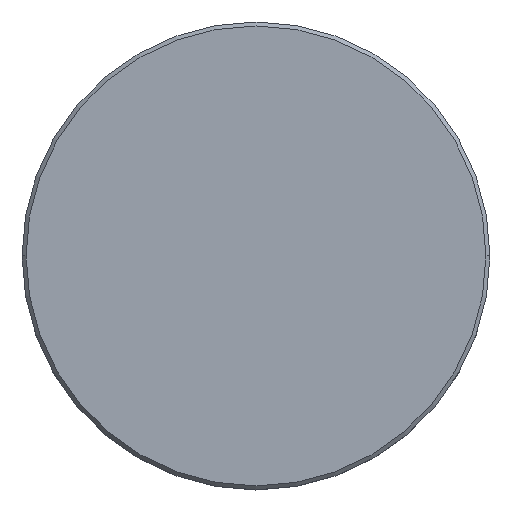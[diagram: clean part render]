
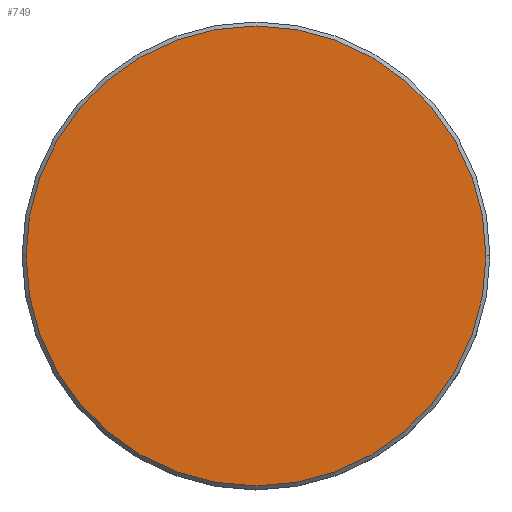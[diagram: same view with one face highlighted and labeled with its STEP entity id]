
A CAD part, top view. The second image highlights one B-rep face of the part: STEP entity #749.
In plain terms, the highlighted planar face has unit normal (0, 0, 1).
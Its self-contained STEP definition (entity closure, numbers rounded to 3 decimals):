
#26 = DIRECTION ( 'NONE',  ( 1., 0., 0. ) ) ;
#49 = AXIS2_PLACEMENT_3D ( 'NONE', #1122, #1001, #26 ) ;
#73 = DIRECTION ( 'NONE',  ( 0., 0., 1. ) ) ;
#100 = DIRECTION ( 'NONE',  ( 0., 0., 1. ) ) ;
#103 = CIRCLE ( 'NONE', #49, 29. ) ;
#121 = AXIS2_PLACEMENT_3D ( 'NONE', #871, #73, #777 ) ;
#176 = CARTESIAN_POINT ( 'NONE',  ( 29., 0., 0. ) ) ;
#234 = CIRCLE ( 'NONE', #630, 29. ) ;
#403 = VERTEX_POINT ( 'NONE', #910 ) ;
#418 = EDGE_CURVE ( 'NONE', #403, #796, #103, .T. ) ;
#522 = ORIENTED_EDGE ( 'NONE', *, *, #418, .T. ) ;
#630 = AXIS2_PLACEMENT_3D ( 'NONE', #1006, #100, #718 ) ;
#718 = DIRECTION ( 'NONE',  ( 1., 0., 0. ) ) ;
#749 = ADVANCED_FACE ( 'NONE', ( #802 ), #1181, .T. ) ;
#777 = DIRECTION ( 'NONE',  ( 1., 0., 0. ) ) ;
#796 = VERTEX_POINT ( 'NONE', #176 ) ;
#802 = FACE_OUTER_BOUND ( 'NONE', #864, .T. ) ;
#811 = EDGE_CURVE ( 'NONE', #796, #403, #234, .T. ) ;
#816 = ORIENTED_EDGE ( 'NONE', *, *, #811, .T. ) ;
#864 = EDGE_LOOP ( 'NONE', ( #522, #816 ) ) ;
#871 = CARTESIAN_POINT ( 'NONE',  ( 0., 0., 0. ) ) ;
#910 = CARTESIAN_POINT ( 'NONE',  ( -29., 0., 0. ) ) ;
#1001 = DIRECTION ( 'NONE',  ( 0., 0., 1. ) ) ;
#1006 = CARTESIAN_POINT ( 'NONE',  ( 0., 0., 0. ) ) ;
#1122 = CARTESIAN_POINT ( 'NONE',  ( 0., 0., 0. ) ) ;
#1181 = PLANE ( 'NONE',  #121 ) ;
